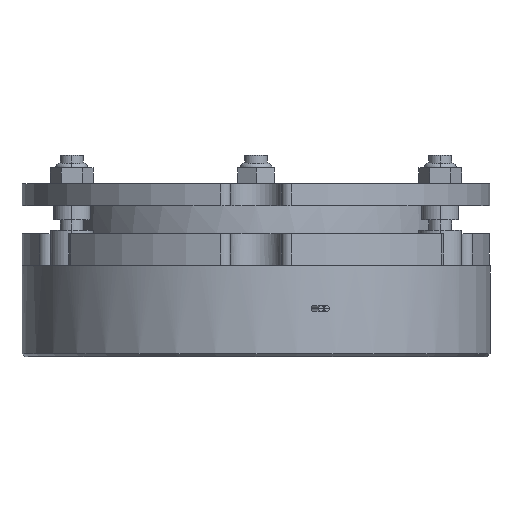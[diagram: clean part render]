
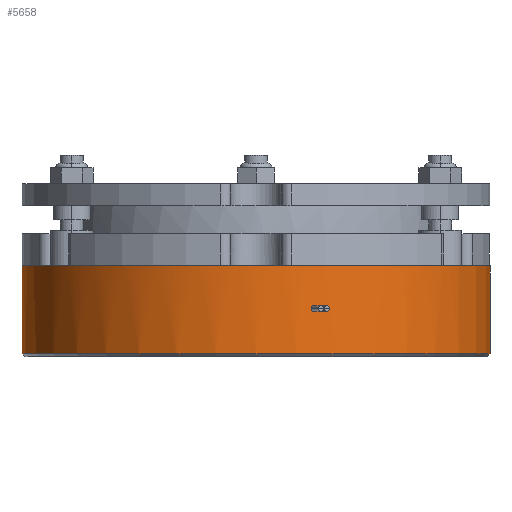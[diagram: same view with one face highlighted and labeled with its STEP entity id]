
A CAD part, front view. The second image highlights one B-rep face of the part: STEP entity #5658.
In plain terms, the highlighted cylindrical face has radius 82.5 mm (diameter 165 mm), a partial arc.
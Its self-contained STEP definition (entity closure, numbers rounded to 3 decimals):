
#20 = CARTESIAN_POINT ( 'NONE',  ( -71.447, -41.25, 32. ) ) ;
#41 = CARTESIAN_POINT ( 'NONE',  ( 0., 0., 1. ) ) ;
#42 = AXIS2_PLACEMENT_3D ( 'NONE', #41, #101, #100 ) ;
#43 = CIRCLE ( 'NONE', #42, 82.5 ) ;
#49 = DIRECTION ( 'NONE',  ( 1., 0., 0. ) ) ;
#50 = DIRECTION ( 'NONE',  ( 0., 0., 1. ) ) ;
#51 = CARTESIAN_POINT ( 'NONE',  ( 0., 0., 32. ) ) ;
#52 = AXIS2_PLACEMENT_3D ( 'NONE', #51, #50, #49 ) ;
#53 = CIRCLE ( 'NONE', #52, 82.5 ) ;
#54 = DIRECTION ( 'NONE',  ( 1., 0., 0. ) ) ;
#55 = DIRECTION ( 'NONE',  ( 0., 0., 1. ) ) ;
#56 = AXIS2_PLACEMENT_3D ( 'NONE', #63, #55, #54 ) ;
#57 = CIRCLE ( 'NONE', #56, 82.5 ) ;
#63 = CARTESIAN_POINT ( 'NONE',  ( 0., 0., 32. ) ) ;
#64 = CARTESIAN_POINT ( 'NONE',  ( 71.447, -41.25, 32. ) ) ;
#100 = DIRECTION ( 'NONE',  ( 1., 0., 0. ) ) ;
#101 = DIRECTION ( 'NONE',  ( 0., 0., 1. ) ) ;
#135 = DIRECTION ( 'NONE',  ( -1., 0., 0. ) ) ;
#136 = DIRECTION ( 'NONE',  ( 0., 0., -1. ) ) ;
#137 = AXIS2_PLACEMENT_3D ( 'NONE', #139, #136, #135 ) ;
#139 = CARTESIAN_POINT ( 'NONE',  ( 0., 0., 32. ) ) ;
#140 = CYLINDRICAL_SURFACE ( 'NONE', #137, 82.5 ) ;
#141 = FACE_OUTER_BOUND ( 'NONE', #5585, .T. ) ;
#1334 = DIRECTION ( 'NONE',  ( 0., 0., -1. ) ) ;
#1335 = VECTOR ( 'NONE', #1334, 1000. ) ;
#1336 = CARTESIAN_POINT ( 'NONE',  ( -82.5, 0., 32. ) ) ;
#1337 = LINE ( 'NONE', #1336, #1335 ) ;
#1410 = CARTESIAN_POINT ( 'NONE',  ( -82.5, 0., 32. ) ) ;
#1422 = DIRECTION ( 'NONE',  ( 0., 0., -1. ) ) ;
#1423 = VECTOR ( 'NONE', #1422, 1000. ) ;
#1424 = CARTESIAN_POINT ( 'NONE',  ( 82.5, 0., 32. ) ) ;
#1425 = LINE ( 'NONE', #1424, #1423 ) ;
#1494 = DIRECTION ( 'NONE',  ( 1., 0., 0. ) ) ;
#1495 = DIRECTION ( 'NONE',  ( 0., 0., 1. ) ) ;
#1496 = CARTESIAN_POINT ( 'NONE',  ( 0., 0., 32. ) ) ;
#1497 = AXIS2_PLACEMENT_3D ( 'NONE', #1496, #1495, #1494 ) ;
#1498 = CIRCLE ( 'NONE', #1497, 82.5 ) ;
#1557 = CARTESIAN_POINT ( 'NONE',  ( 82.5, 0., 32. ) ) ;
#5250 = VERTEX_POINT ( 'NONE', #6574 ) ;
#5269 = VERTEX_POINT ( 'NONE', #6628 ) ;
#5415 = EDGE_CURVE ( 'NONE', #5436, #5250, #1337, .T. ) ;
#5430 = EDGE_CURVE ( 'NONE', #5537, #5269, #1425, .T. ) ;
#5436 = VERTEX_POINT ( 'NONE', #1410 ) ;
#5506 = EDGE_CURVE ( 'NONE', #5554, #5570, #1498, .T. ) ;
#5537 = VERTEX_POINT ( 'NONE', #1557 ) ;
#5554 = VERTEX_POINT ( 'NONE', #20 ) ;
#5570 = VERTEX_POINT ( 'NONE', #64 ) ;
#5578 = EDGE_CURVE ( 'NONE', #5436, #5554, #57, .T. ) ;
#5579 = EDGE_CURVE ( 'NONE', #5570, #5537, #53, .T. ) ;
#5585 = EDGE_LOOP ( 'NONE', ( #5644, #5663, #5699, #5700, #5593, #5594 ) ) ;
#5592 = EDGE_CURVE ( 'NONE', #5250, #5269, #43, .T. ) ;
#5593 = ORIENTED_EDGE ( 'NONE', *, *, #5415, .T. ) ;
#5594 = ORIENTED_EDGE ( 'NONE', *, *, #5592, .T. ) ;
#5644 = ORIENTED_EDGE ( 'NONE', *, *, #5430, .F. ) ;
#5658 = ADVANCED_FACE ( 'NONE', ( #141 ), #140, .T. ) ;
#5663 = ORIENTED_EDGE ( 'NONE', *, *, #5579, .F. ) ;
#5699 = ORIENTED_EDGE ( 'NONE', *, *, #5506, .F. ) ;
#5700 = ORIENTED_EDGE ( 'NONE', *, *, #5578, .F. ) ;
#6574 = CARTESIAN_POINT ( 'NONE',  ( -82.5, 0., 1. ) ) ;
#6628 = CARTESIAN_POINT ( 'NONE',  ( 82.5, 0., 1. ) ) ;
